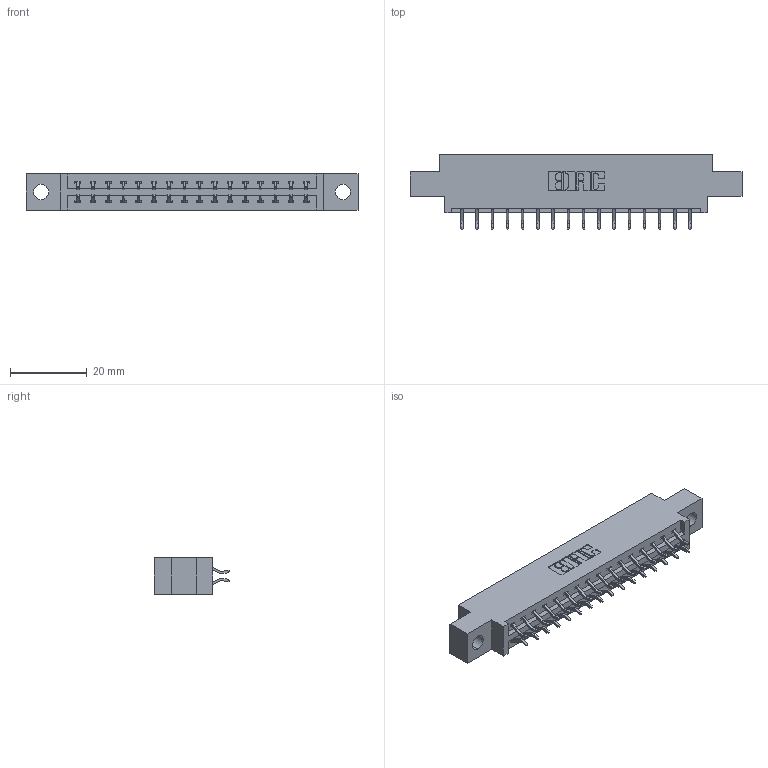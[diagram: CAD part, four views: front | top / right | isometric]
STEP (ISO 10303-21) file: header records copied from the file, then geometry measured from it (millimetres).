
FILE_DESCRIPTION (( 'STEP AP203' ), '1' );
FILE_NAME ('387-032-556-804.STEP', '2019-10-17T16:25:00', ( '' ), ( '' ), 'SwSTEP 2.0', 'SolidWorks 2016', '' );
FILE_SCHEMA (( 'CONFIG_CONTROL_DESIGN' ));
Length unit declared in the file: inch
Products named in the file (3): 337 Part_0.170 Offset - 0.156 Dia-TH; 345-292-001_556 Tail; 387-032-556-804
Assembly tree (33 placements, depth 2):
  387-032-556-804
    337 Part_0.170 Offset - 0.156 Dia-TH
    345-292-001_556 Tail  x32
Bounding box: 86.41 x 19.57 x 9.4 mm (x, y, z)
Volume: 8553.9 mm3; surface area: 9289.2 mm2
Topology: 33 solids, 33 shells, 2038 faces, 6051 edges, 3990 vertices
Faces by surface type: plane 1418, cylinder 620
Entity records: 16123 total; most frequent: CARTESIAN_POINT 2754, ORIENTED_EDGE 2678, DIRECTION 2379, EDGE_CURVE 1339, VECTOR 1203, LINE 1203, VERTEX_POINT 890, AXIS2_PLACEMENT_3D 588
